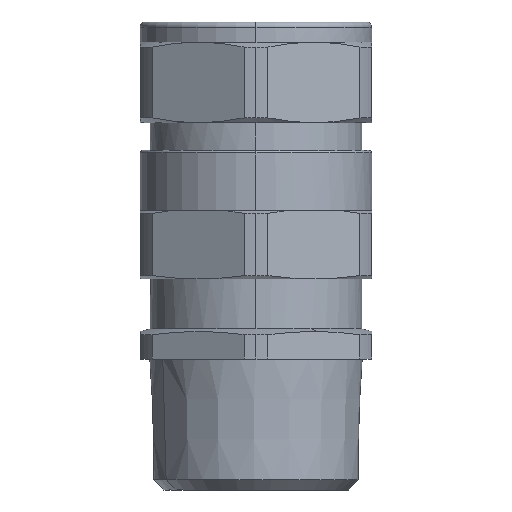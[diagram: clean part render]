
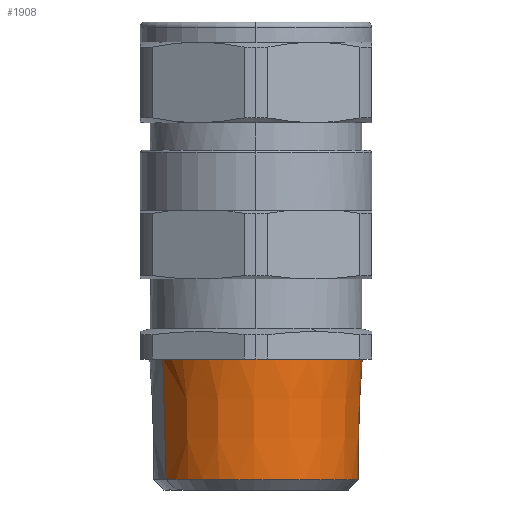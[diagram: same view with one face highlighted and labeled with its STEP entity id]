
A CAD part, front view. The second image highlights one B-rep face of the part: STEP entity #1908.
In plain terms, the highlighted conical face has half-angle 1.78 degrees and reference radius 20.272 mm.
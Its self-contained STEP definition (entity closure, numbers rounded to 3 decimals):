
#1786=AXIS2_PLACEMENT_3D('Circle Axis2P3D',#1784,#1785,$) ;
#1887=AXIS2_PLACEMENT_3D('Cone Axis2P3D',#1884,#1885,#1886) ;
#1891=AXIS2_PLACEMENT_3D('Circle Axis2P3D',#1889,#1890,$) ;
#1898=AXIS2_PLACEMENT_3D('Circle Axis2P3D',#1896,#1897,$) ;
#1740=CARTESIAN_POINT('Vertex',(5.153,15.55,2.064)) ;
#1764=CARTESIAN_POINT('Vertex',(40.847,35.05,2.064)) ;
#1784=CARTESIAN_POINT('Axis2P3D Location',(23.,25.3,2.064)) ;
#1849=CARTESIAN_POINT('Line Origine',(-13615.57,-7425.485,499432.573)) ;
#1853=CARTESIAN_POINT('Vertex',(4.501,15.194,26.)) ;
#1867=CARTESIAN_POINT('Vertex',(41.499,35.406,26.)) ;
#1870=CARTESIAN_POINT('Line Origine',(13661.57,7476.085,499432.573)) ;
#1884=CARTESIAN_POINT('Axis2P3D Location',(23.,25.3,0.)) ;
#1889=CARTESIAN_POINT('Axis2P3D Location',(23.,25.3,26.)) ;
#1893=CARTESIAN_POINT('Vertex',(23.,4.22,26.)) ;
#1896=CARTESIAN_POINT('Axis2P3D Location',(23.,25.3,26.)) ;
#1785=DIRECTION('Axis2P3D Direction',(0.,0.,1.)) ;
#1850=DIRECTION('Vector Direction',(-0.027,-0.015,1.)) ;
#1871=DIRECTION('Vector Direction',(0.027,0.015,1.)) ;
#1885=DIRECTION('Axis2P3D Direction',(0.,0.,1.)) ;
#1886=DIRECTION('Axis2P3D XDirection',(-0.878,-0.479,0.)) ;
#1890=DIRECTION('Axis2P3D Direction',(0.,0.,1.)) ;
#1897=DIRECTION('Axis2P3D Direction',(0.,0.,1.)) ;
#1851=VECTOR('Line Direction',#1850,1.) ;
#1872=VECTOR('Line Direction',#1871,1.) ;
#1902=ORIENTED_EDGE('',*,*,#1874,.T.) ;
#1903=ORIENTED_EDGE('',*,*,#1895,.T.) ;
#1904=ORIENTED_EDGE('',*,*,#1900,.T.) ;
#1905=ORIENTED_EDGE('',*,*,#1855,.F.) ;
#1906=ORIENTED_EDGE('',*,*,#1788,.T.) ;
#1908=ADVANCED_FACE('PartBody',(#1907),#1888,.T.) ;
#1787=CIRCLE('generated circle',#1786,20.336) ;
#1892=CIRCLE('generated circle',#1891,21.08) ;
#1899=CIRCLE('generated circle',#1898,21.08) ;
#1888=CONICAL_SURFACE('Cone',#1887,20.272,0.031) ;
#1788=EDGE_CURVE('',#1741,#1765,#1787,.T.) ;
#1855=EDGE_CURVE('',#1741,#1854,#1852,.T.) ;
#1874=EDGE_CURVE('',#1765,#1868,#1873,.T.) ;
#1895=EDGE_CURVE('',#1868,#1894,#1892,.F.) ;
#1900=EDGE_CURVE('',#1894,#1854,#1899,.F.) ;
#1901=EDGE_LOOP('',(#1902,#1903,#1904,#1905,#1906)) ;
#1907=FACE_OUTER_BOUND('',#1901,.T.) ;
#1852=LINE('Line',#1849,#1851) ;
#1873=LINE('Line',#1870,#1872) ;
#1741=VERTEX_POINT('',#1740) ;
#1765=VERTEX_POINT('',#1764) ;
#1854=VERTEX_POINT('',#1853) ;
#1868=VERTEX_POINT('',#1867) ;
#1894=VERTEX_POINT('',#1893) ;
